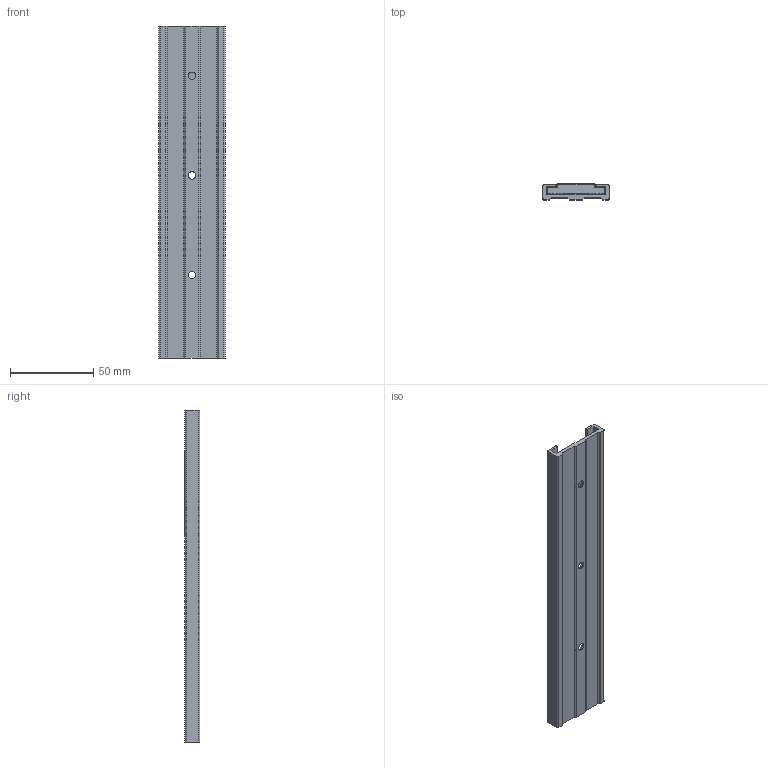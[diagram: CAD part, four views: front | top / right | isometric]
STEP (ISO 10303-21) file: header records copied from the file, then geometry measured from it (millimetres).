
FILE_DESCRIPTION (( 'STEP AP214' ), '1' );
FILE_NAME ('GST_FD953788B8.step', '2022-01-16T20:38:03', ( '' ), ( '' ), 'SwSTEP 2.0', 'SolidWorks 2019', '' );
FILE_SCHEMA (( 'AUTOMOTIVE_DESIGN' ));
Length unit declared in the file: inch
Products named in the file (5): CfVpjP4ZHp_CADModel_1; GST_FD953788B8; CfVpjP4ZHp_CADModel_0
Assembly tree (2 placements, depth 2):
  GST_FD953788B8
    CfVpjP4ZHp_CADModel_1
    CfVpjP4ZHp_CADModel_0
  CfVpjP4ZHp_CADModel_0
  CfVpjP4ZHp_CADModel_1
Bounding box: 40 x 9.5 x 200 mm (x, y, z)
Volume: 36252.9 mm3; surface area: 32293.9 mm2
Topology: 4 solids, 4 shells, 773 faces, 1846 edges, 1023 vertices
Faces by surface type: cylinder 295, plane 232, torus 99, sphere 86, bspline 53, cone 8
Entity records: 34256 total; most frequent: CARTESIAN_POINT 6624, DIRECTION 3826, ORIENTED_EDGE 3518, EDGE_CURVE 1759, AXIS2_PLACEMENT_3D 1449, VERTEX_POINT 1023, VECTOR 928, LINE 928
